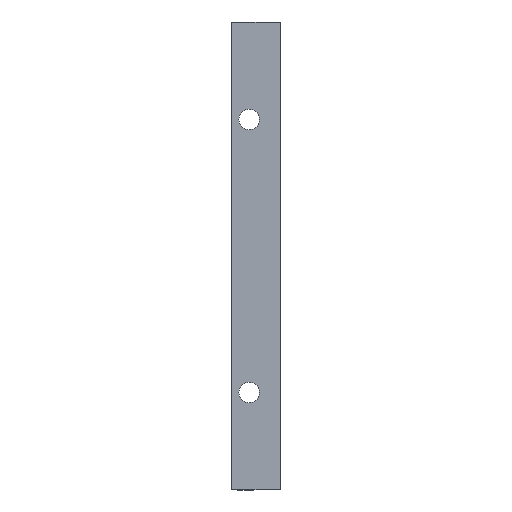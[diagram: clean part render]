
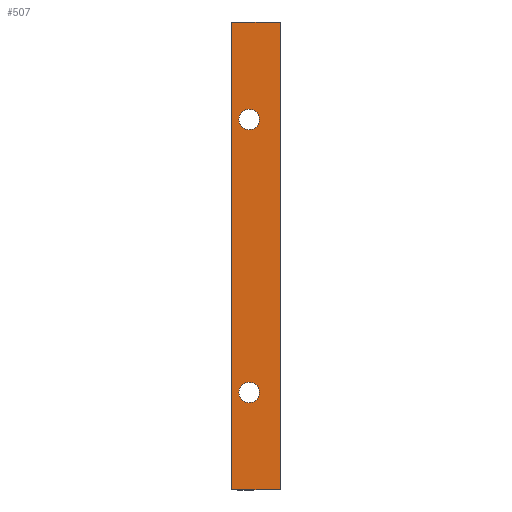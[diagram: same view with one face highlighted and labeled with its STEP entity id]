
A CAD part, left-side view. The second image highlights one B-rep face of the part: STEP entity #507.
In plain terms, the highlighted planar face has unit normal (-1, 0, 0).
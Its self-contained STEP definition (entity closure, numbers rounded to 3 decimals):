
#4 = VERTEX_POINT ( 'NONE', #645 ) ;
#6 = CARTESIAN_POINT ( 'NONE',  ( 0., 25., 0. ) ) ;
#12 = EDGE_CURVE ( 'NONE', #249, #373, #291, .T. ) ;
#18 = EDGE_LOOP ( 'NONE', ( #880, #654 ) ) ;
#28 = CARTESIAN_POINT ( 'NONE',  ( 0., 25., 0. ) ) ;
#32 = FACE_BOUND ( 'NONE', #18, .T. ) ;
#67 = EDGE_CURVE ( 'NONE', #373, #249, #737, .T. ) ;
#71 = DIRECTION ( 'NONE',  ( 1., 0., 0. ) ) ;
#78 = CARTESIAN_POINT ( 'NONE',  ( 0., 0., 240. ) ) ;
#90 = AXIS2_PLACEMENT_3D ( 'NONE', #594, #415, #954 ) ;
#127 = CARTESIAN_POINT ( 'NONE',  ( 0., 25., 240. ) ) ;
#137 = VECTOR ( 'NONE', #1025, 1000. ) ;
#185 = AXIS2_PLACEMENT_3D ( 'NONE', #761, #755, #226 ) ;
#188 = CARTESIAN_POINT ( 'NONE',  ( 0., 25., 240. ) ) ;
#226 = DIRECTION ( 'NONE',  ( 0., 0., -1. ) ) ;
#243 = DIRECTION ( 'NONE',  ( 0., 0., -1. ) ) ;
#249 = VERTEX_POINT ( 'NONE', #671 ) ;
#254 = DIRECTION ( 'NONE',  ( 1., 0., 0. ) ) ;
#257 = CARTESIAN_POINT ( 'NONE',  ( 0., 16., 44.75 ) ) ;
#258 = VECTOR ( 'NONE', #1104, 1000. ) ;
#285 = VERTEX_POINT ( 'NONE', #313 ) ;
#291 = CIRCLE ( 'NONE', #832, 5.25 ) ;
#293 = EDGE_CURVE ( 'NONE', #461, #464, #1032, .T. ) ;
#305 = AXIS2_PLACEMENT_3D ( 'NONE', #188, #353, #530 ) ;
#313 = CARTESIAN_POINT ( 'NONE',  ( 0., 0., 0. ) ) ;
#327 = EDGE_LOOP ( 'NONE', ( #394, #596 ) ) ;
#336 = VERTEX_POINT ( 'NONE', #407 ) ;
#348 = DIRECTION ( 'NONE',  ( 0., -1., 0. ) ) ;
#353 = DIRECTION ( 'NONE',  ( 1., 0., 0. ) ) ;
#367 = FACE_OUTER_BOUND ( 'NONE', #996, .T. ) ;
#373 = VERTEX_POINT ( 'NONE', #1086 ) ;
#394 = ORIENTED_EDGE ( 'NONE', *, *, #293, .T. ) ;
#396 = AXIS2_PLACEMENT_3D ( 'NONE', #1112, #254, #1119 ) ;
#402 = LINE ( 'NONE', #955, #258 ) ;
#406 = DIRECTION ( 'NONE',  ( 0., -1., 0. ) ) ;
#407 = CARTESIAN_POINT ( 'NONE',  ( 0., 25., 240. ) ) ;
#415 = DIRECTION ( 'NONE',  ( 1., 0., 0. ) ) ;
#461 = VERTEX_POINT ( 'NONE', #257 ) ;
#463 = LINE ( 'NONE', #28, #772 ) ;
#464 = VERTEX_POINT ( 'NONE', #786 ) ;
#507 = ADVANCED_FACE ( 'NONE', ( #32, #729, #367 ), #820, .F. ) ;
#530 = DIRECTION ( 'NONE',  ( 0., 1., 0. ) ) ;
#551 = EDGE_CURVE ( 'NONE', #336, #734, #402, .T. ) ;
#591 = CIRCLE ( 'NONE', #90, 5.25 ) ;
#594 = CARTESIAN_POINT ( 'NONE',  ( 0., 16., 50. ) ) ;
#596 = ORIENTED_EDGE ( 'NONE', *, *, #1071, .T. ) ;
#621 = EDGE_CURVE ( 'NONE', #4, #285, #861, .T. ) ;
#645 = CARTESIAN_POINT ( 'NONE',  ( 0., 0., 240. ) ) ;
#654 = ORIENTED_EDGE ( 'NONE', *, *, #67, .T. ) ;
#671 = CARTESIAN_POINT ( 'NONE',  ( 0., 16., 184.75 ) ) ;
#714 = ORIENTED_EDGE ( 'NONE', *, *, #551, .T. ) ;
#729 = FACE_BOUND ( 'NONE', #327, .T. ) ;
#734 = VERTEX_POINT ( 'NONE', #6 ) ;
#737 = CIRCLE ( 'NONE', #396, 5.25 ) ;
#753 = ORIENTED_EDGE ( 'NONE', *, *, #961, .F. ) ;
#755 = DIRECTION ( 'NONE',  ( 1., 0., 0. ) ) ;
#761 = CARTESIAN_POINT ( 'NONE',  ( 0., 16., 50. ) ) ;
#764 = CARTESIAN_POINT ( 'NONE',  ( 0., 16., 190. ) ) ;
#772 = VECTOR ( 'NONE', #348, 1000. ) ;
#782 = VECTOR ( 'NONE', #406, 1000. ) ;
#786 = CARTESIAN_POINT ( 'NONE',  ( 0., 16., 55.25 ) ) ;
#808 = EDGE_CURVE ( 'NONE', #734, #285, #463, .T. ) ;
#820 = PLANE ( 'NONE',  #305 ) ;
#832 = AXIS2_PLACEMENT_3D ( 'NONE', #764, #71, #243 ) ;
#861 = LINE ( 'NONE', #78, #137 ) ;
#880 = ORIENTED_EDGE ( 'NONE', *, *, #12, .T. ) ;
#894 = ORIENTED_EDGE ( 'NONE', *, *, #621, .F. ) ;
#954 = DIRECTION ( 'NONE',  ( 0., 0., -1. ) ) ;
#955 = CARTESIAN_POINT ( 'NONE',  ( 0., 25., 240. ) ) ;
#961 = EDGE_CURVE ( 'NONE', #336, #4, #1021, .T. ) ;
#996 = EDGE_LOOP ( 'NONE', ( #1101, #894, #753, #714 ) ) ;
#1021 = LINE ( 'NONE', #127, #782 ) ;
#1025 = DIRECTION ( 'NONE',  ( 0., 0., -1. ) ) ;
#1032 = CIRCLE ( 'NONE', #185, 5.25 ) ;
#1071 = EDGE_CURVE ( 'NONE', #464, #461, #591, .T. ) ;
#1086 = CARTESIAN_POINT ( 'NONE',  ( 0., 16., 195.25 ) ) ;
#1101 = ORIENTED_EDGE ( 'NONE', *, *, #808, .T. ) ;
#1104 = DIRECTION ( 'NONE',  ( 0., 0., -1. ) ) ;
#1112 = CARTESIAN_POINT ( 'NONE',  ( 0., 16., 190. ) ) ;
#1119 = DIRECTION ( 'NONE',  ( 0., 0., -1. ) ) ;
